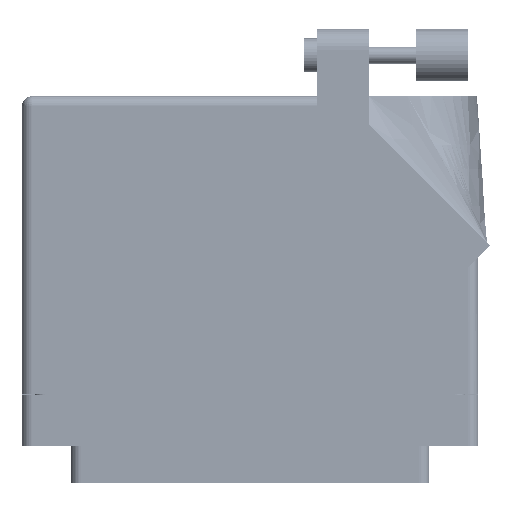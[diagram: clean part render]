
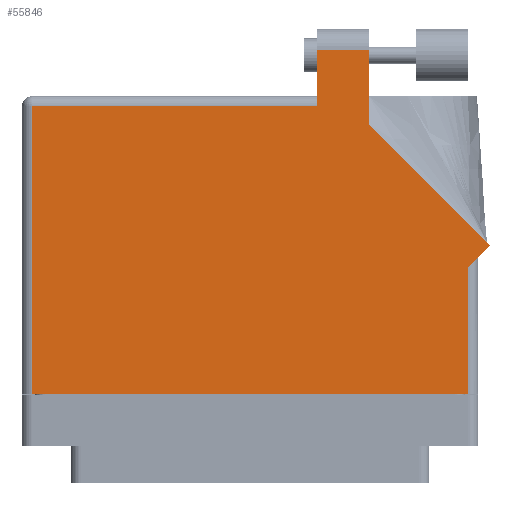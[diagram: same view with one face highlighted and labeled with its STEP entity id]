
A CAD part, front view. The second image highlights one B-rep face of the part: STEP entity #55846.
In plain terms, the highlighted face is planar.
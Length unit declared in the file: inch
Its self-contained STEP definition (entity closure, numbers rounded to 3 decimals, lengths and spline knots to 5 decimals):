
#96 = VECTOR ( 'NONE', #68225, 39.37008 ) ;
#784 = ORIENTED_EDGE ( 'NONE', *, *, #37539, .T. ) ;
#1385 = VERTEX_POINT ( 'NONE', #16090 ) ;
#1815 = CARTESIAN_POINT ( 'NONE',  ( 1.42971, 0.78571, 0.617 ) ) ;
#3076 = VERTEX_POINT ( 'NONE', #53390 ) ;
#3718 = DIRECTION ( 'NONE',  ( -1., 0., 0. ) ) ;
#4229 = VERTEX_POINT ( 'NONE', #24626 ) ;
#4390 = ORIENTED_EDGE ( 'NONE', *, *, #56067, .T. ) ;
#4423 = CARTESIAN_POINT ( 'NONE',  ( -1.359, 1.675, 0.617 ) ) ;
#6003 = VECTOR ( 'NONE', #60986, 39.37008 ) ;
#6342 = DIRECTION ( 'NONE',  ( -0.707, 0.707, 0. ) ) ;
#6701 = VECTOR ( 'NONE', #3718, 39.37008 ) ;
#7917 = CARTESIAN_POINT ( 'NONE',  ( 1.297, -0.1, 0.617 ) ) ;
#8937 = DIRECTION ( 'NONE',  ( 0., 0., -1. ) ) ;
#10124 = CARTESIAN_POINT ( 'NONE',  ( 1.359, 0.715, 0.617 ) ) ;
#10128 = ORIENTED_EDGE ( 'NONE', *, *, #66133, .T. ) ;
#13086 = CARTESIAN_POINT ( 'NONE',  ( 0.399, 1.613, 0.617 ) ) ;
#15702 = LINE ( 'NONE', #20941, #6701 ) ;
#16090 = CARTESIAN_POINT ( 'NONE',  ( 0.706, 1.95, 0.617 ) ) ;
#17193 = DIRECTION ( 'NONE',  ( 1., 0., 0. ) ) ;
#17201 = VERTEX_POINT ( 'NONE', #53793 ) ;
#18672 = VECTOR ( 'NONE', #60417, 39.37008 ) ;
#19733 = LINE ( 'NONE', #25703, #25619 ) ;
#20941 = CARTESIAN_POINT ( 'NONE',  ( 0.399, 1.95, 0.617 ) ) ;
#21949 = LINE ( 'NONE', #32441, #43086 ) ;
#24276 = LINE ( 'NONE', #1815, #73706 ) ;
#24626 = CARTESIAN_POINT ( 'NONE',  ( 1.297, 0.653, 0.617 ) ) ;
#25143 = ORIENTED_EDGE ( 'NONE', *, *, #62345, .T. ) ;
#25619 = VECTOR ( 'NONE', #65698, 39.37008 ) ;
#25703 = CARTESIAN_POINT ( 'NONE',  ( -1.359, 1.613, 0.617 ) ) ;
#27259 = EDGE_CURVE ( 'NONE', #4229, #35182, #38544, .T. ) ;
#28120 = VERTEX_POINT ( 'NONE', #39388 ) ;
#30313 = CARTESIAN_POINT ( 'NONE',  ( -1.297, -0.1, 0.617 ) ) ;
#31849 = VERTEX_POINT ( 'NONE', #7917 ) ;
#31982 = ORIENTED_EDGE ( 'NONE', *, *, #46948, .T. ) ;
#32441 = CARTESIAN_POINT ( 'NONE',  ( -1.297, -0.1, 0.617 ) ) ;
#32938 = ORIENTED_EDGE ( 'NONE', *, *, #48215, .T. ) ;
#35182 = VERTEX_POINT ( 'NONE', #62121 ) ;
#37539 = EDGE_CURVE ( 'NONE', #17201, #69641, #65641, .T. ) ;
#38544 = LINE ( 'NONE', #10124, #6003 ) ;
#39388 = CARTESIAN_POINT ( 'NONE',  ( -1.297, 1.613, 0.617 ) ) ;
#42540 = AXIS2_PLACEMENT_3D ( 'NONE', #4423, #8937, #67225 ) ;
#42842 = LINE ( 'NONE', #65631, #96 ) ;
#43086 = VECTOR ( 'NONE', #44386, 39.37008 ) ;
#44386 = DIRECTION ( 'NONE',  ( 0., -1., 0. ) ) ;
#46948 = EDGE_CURVE ( 'NONE', #67314, #31849, #47056, .T. ) ;
#47056 = LINE ( 'NONE', #51205, #65215 ) ;
#47371 = DIRECTION ( 'NONE',  ( 0., 1., 0. ) ) ;
#48215 = EDGE_CURVE ( 'NONE', #35182, #3076, #24276, .T. ) ;
#48887 = ORIENTED_EDGE ( 'NONE', *, *, #73439, .T. ) ;
#51205 = CARTESIAN_POINT ( 'NONE',  ( -1.359, -0.1, 0.617 ) ) ;
#53390 = CARTESIAN_POINT ( 'NONE',  ( 0.706, 1.50942, 0.617 ) ) ;
#53708 = CARTESIAN_POINT ( 'NONE',  ( 1.297, 0.715, 0.617 ) ) ;
#53793 = CARTESIAN_POINT ( 'NONE',  ( 0.399, 1.95, 0.617 ) ) ;
#55270 = PLANE ( 'NONE',  #42540 ) ;
#55720 = VECTOR ( 'NONE', #47371, 39.37008 ) ;
#55846 = ADVANCED_FACE ( 'NONE', ( #65762 ), #55270, .F. ) ;
#56067 = EDGE_CURVE ( 'NONE', #31849, #4229, #58942, .T. ) ;
#56848 = ORIENTED_EDGE ( 'NONE', *, *, #27259, .T. ) ;
#58942 = LINE ( 'NONE', #53708, #55720 ) ;
#60417 = DIRECTION ( 'NONE',  ( 0., -1., 0. ) ) ;
#60986 = DIRECTION ( 'NONE',  ( 0.707, 0.707, 0. ) ) ;
#61198 = ORIENTED_EDGE ( 'NONE', *, *, #70195, .T. ) ;
#62121 = CARTESIAN_POINT ( 'NONE',  ( 1.42971, 0.78571, 0.617 ) ) ;
#62345 = EDGE_CURVE ( 'NONE', #3076, #1385, #42842, .T. ) ;
#65215 = VECTOR ( 'NONE', #17193, 39.37008 ) ;
#65277 = CARTESIAN_POINT ( 'NONE',  ( 0.399, 1.675, 0.617 ) ) ;
#65631 = CARTESIAN_POINT ( 'NONE',  ( 0.706, 1.50942, 0.617 ) ) ;
#65641 = LINE ( 'NONE', #65277, #18672 ) ;
#65698 = DIRECTION ( 'NONE',  ( -1., 0., 0. ) ) ;
#65762 = FACE_OUTER_BOUND ( 'NONE', #67806, .T. ) ;
#66133 = EDGE_CURVE ( 'NONE', #28120, #67314, #21949, .T. ) ;
#67225 = DIRECTION ( 'NONE',  ( -1., 0., 0. ) ) ;
#67314 = VERTEX_POINT ( 'NONE', #30313 ) ;
#67806 = EDGE_LOOP ( 'NONE', ( #25143, #48887, #784, #61198, #10128, #31982, #4390, #56848, #32938 ) ) ;
#68225 = DIRECTION ( 'NONE',  ( 0., 1., 0. ) ) ;
#69641 = VERTEX_POINT ( 'NONE', #13086 ) ;
#70195 = EDGE_CURVE ( 'NONE', #69641, #28120, #19733, .T. ) ;
#73439 = EDGE_CURVE ( 'NONE', #1385, #17201, #15702, .T. ) ;
#73706 = VECTOR ( 'NONE', #6342, 39.37008 ) ;
